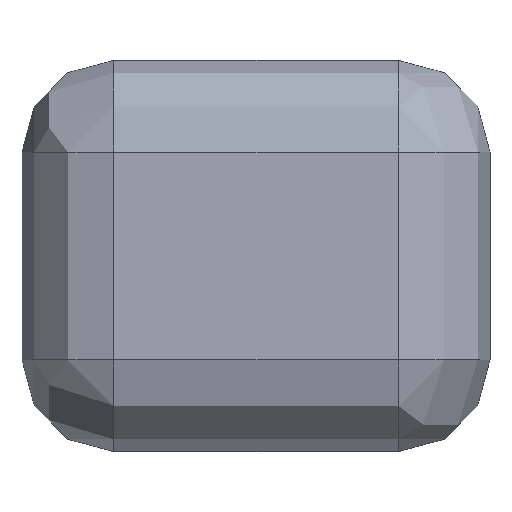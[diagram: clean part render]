
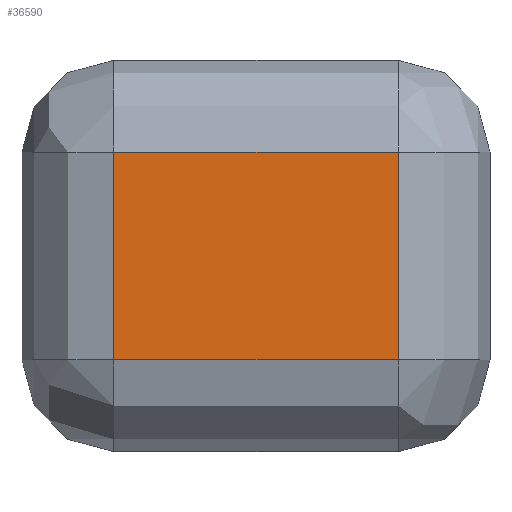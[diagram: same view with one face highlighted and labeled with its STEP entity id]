
A CAD part, front view. The second image highlights one B-rep face of the part: STEP entity #36590.
In plain terms, the highlighted planar face has unit normal (0, -1, 0).
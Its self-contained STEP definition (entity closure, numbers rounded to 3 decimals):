
#4427 = CARTESIAN_POINT ( 'NONE',  ( 0., -95.052, -95.245 ) ) ;
#6391 = FACE_OUTER_BOUND ( 'NONE', #27915, .T. ) ;
#9516 = VECTOR ( 'NONE', #18725, 1000. ) ;
#10575 = EDGE_CURVE ( 'NONE', #48688, #51543, #36780, .T. ) ;
#11179 = DIRECTION ( 'NONE',  ( 0., -1., 0. ) ) ;
#11763 = LINE ( 'NONE', #22687, #9516 ) ;
#12315 = CARTESIAN_POINT ( 'NONE',  ( 124.197, -95.052, -95.245 ) ) ;
#13678 = EDGE_CURVE ( 'NONE', #32032, #19911, #11763, .T. ) ;
#14239 = DIRECTION ( 'NONE',  ( 1., 0., 0. ) ) ;
#17276 = VECTOR ( 'NONE', #50577, 1000. ) ;
#18452 = CARTESIAN_POINT ( 'NONE',  ( -124.197, -95.052, 86.069 ) ) ;
#18725 = DIRECTION ( 'NONE',  ( 0., 0., -1. ) ) ;
#19911 = VERTEX_POINT ( 'NONE', #49945 ) ;
#22627 = PLANE ( 'NONE',  #51676 ) ;
#22687 = CARTESIAN_POINT ( 'NONE',  ( -124.197, -95.052, 0. ) ) ;
#24246 = EDGE_CURVE ( 'NONE', #19911, #48688, #24645, .T. ) ;
#24645 = LINE ( 'NONE', #4427, #46318 ) ;
#27915 = EDGE_LOOP ( 'NONE', ( #31298, #47156, #51370, #31584 ) ) ;
#30333 = LINE ( 'NONE', #35114, #17276 ) ;
#31298 = ORIENTED_EDGE ( 'NONE', *, *, #48832, .T. ) ;
#31584 = ORIENTED_EDGE ( 'NONE', *, *, #10575, .T. ) ;
#32032 = VERTEX_POINT ( 'NONE', #18452 ) ;
#35114 = CARTESIAN_POINT ( 'NONE',  ( 0., -95.052, 86.069 ) ) ;
#36590 = ADVANCED_FACE ( 'NONE', ( #6391 ), #22627, .T. ) ;
#36780 = LINE ( 'NONE', #50082, #51993 ) ;
#38868 = DIRECTION ( 'NONE',  ( 0., 0., -1. ) ) ;
#40767 = DIRECTION ( 'NONE',  ( 0., 0., 1. ) ) ;
#46318 = VECTOR ( 'NONE', #14239, 1000. ) ;
#47156 = ORIENTED_EDGE ( 'NONE', *, *, #13678, .T. ) ;
#48688 = VERTEX_POINT ( 'NONE', #12315 ) ;
#48832 = EDGE_CURVE ( 'NONE', #51543, #32032, #30333, .T. ) ;
#49070 = CARTESIAN_POINT ( 'NONE',  ( 124.197, -95.052, 86.069 ) ) ;
#49945 = CARTESIAN_POINT ( 'NONE',  ( -124.197, -95.052, -95.245 ) ) ;
#50082 = CARTESIAN_POINT ( 'NONE',  ( 124.197, -95.052, 0. ) ) ;
#50577 = DIRECTION ( 'NONE',  ( -1., 0., 0. ) ) ;
#51138 = CARTESIAN_POINT ( 'NONE',  ( 0., -95.052, 0. ) ) ;
#51370 = ORIENTED_EDGE ( 'NONE', *, *, #24246, .T. ) ;
#51543 = VERTEX_POINT ( 'NONE', #49070 ) ;
#51676 = AXIS2_PLACEMENT_3D ( 'NONE', #51138, #11179, #38868 ) ;
#51993 = VECTOR ( 'NONE', #40767, 1000. ) ;
